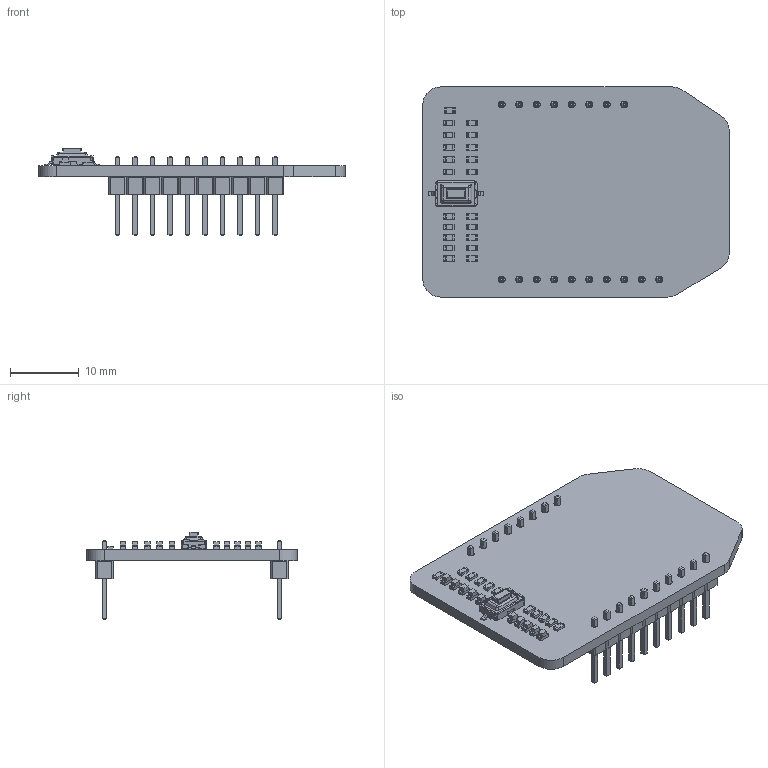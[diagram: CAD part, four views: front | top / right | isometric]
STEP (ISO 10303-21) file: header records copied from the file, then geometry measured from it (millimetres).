
FILE_DESCRIPTION(('KiCad electronic assembly'),'2;1');
FILE_NAME('crmx-timo.step','2025-01-03T13:36:50',('Pcbnew'),('Kicad'), 'Open CASCADE STEP processor 7.8','KiCad to STEP converter','Unknown' );
FILE_SCHEMA(('AUTOMOTIVE_DESIGN { 1 0 10303 214 1 1 1 1 }'));
Length unit declared in the file: millimetre
Products named in the file (12): crmx-timo 1; R_0603_1608Metric; LED_0603_1608Metric; SW_Tactile_SPST_NO_Straight_CK_PTS636Sx25SMTRLFS; PTS636Sx25SMTRLFS; PinHeader_1x08_P2.54mm_Vertical; PinHeader_1x08_P254mm_Vertical; PinHeader_1x10_P2.54mm_Vertical; PinHeader_1x10_P254mm_Vertical; crmx-timo_PCB
Assembly tree (30 placements, depth 3):
  crmx-timo 1
    R_0603_1608Metric  x11
      R_0603_1608Metric
    LED_0603_1608Metric  x10
      LED_0603_1608Metric
    SW_Tactile_SPST_NO_Straight_CK_PTS636Sx25SMTRLFS
      PTS636Sx25SMTRLFS
    PinHeader_1x08_P2.54mm_Vertical
      PinHeader_1x08_P254mm_Vertical
    PinHeader_1x10_P2.54mm_Vertical
      PinHeader_1x10_P254mm_Vertical
    crmx-timo_PCB
Bounding box: 44.45 x 30.48 x 12.74 mm (x, y, z)
Volume: 2484.9 mm3; surface area: 4095.7 mm2
Topology: 29 solids, 29 shells, 1489 faces, 3804 edges, 2412 vertices
Faces by surface type: plane 1217, cylinder 252, bspline 12, sphere 8
Full cylindrical faces by diameter (mm): 1 x18
Entity records: 28285 total; most frequent: CARTESIAN_POINT 4199, ORIENTED_EDGE 3838, DIRECTION 3707, EDGE_CURVE 1919, LINE 1687, VECTOR 1687, VERTEX_POINT 1198, AXIS2_PLACEMENT_3D 1010
